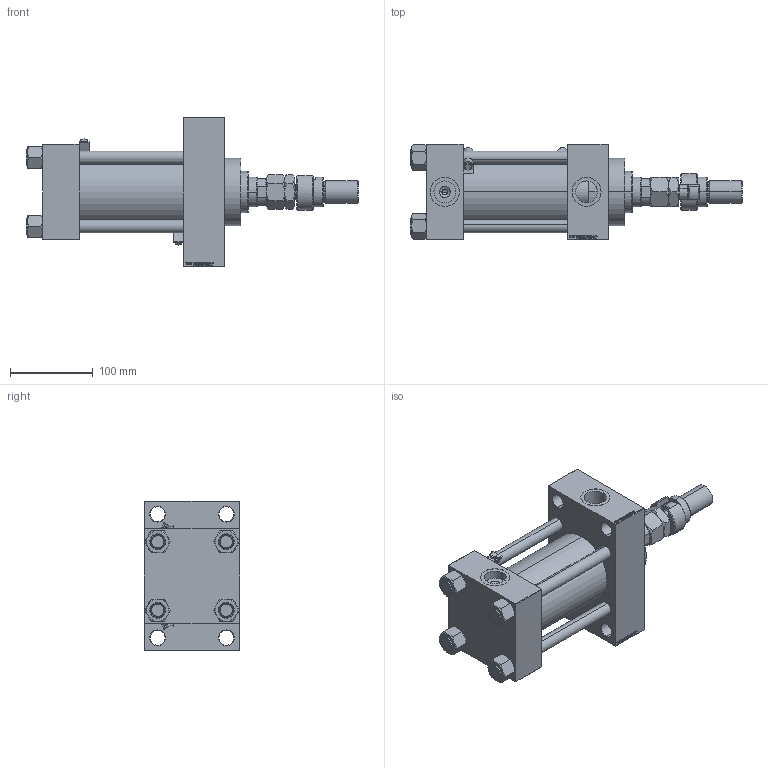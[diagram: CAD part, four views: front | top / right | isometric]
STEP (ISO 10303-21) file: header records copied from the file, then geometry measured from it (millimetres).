
FILE_DESCRIPTION (( 'STEP AP203' ), '1' );
FILE_NAME ('b91c.STEP', '2023-08-23T13:03:57', ( '' ), ( '' ), 'SwSTEP 2.0', 'SolidWorks 2019', '' );
FILE_SCHEMA (( 'CONFIG_CONTROL_DESIGN' ));
Length unit declared in the file: millimetre
Products named in the file (10): V215CR_VCP_D 97edd46a3112fa2c1464826760410ab4; NUT_M5_D 97edd46a3112fa2c1464826760410ab4; V215_VC_A 97edd46a3112fa2c1464826760410ab4; FEMALE_PART_FOR_DFA 97edd46a3112fa2c1464826760410ab4; V215CR_D_TYCINKA 97edd46a3112fa2c1464826760410ab4; MFA 97edd46a3112fa2c1464826760410ab4; V215CR_D_Body 97edd46a3112fa2c1464826760410ab4; b91c; DFA 97edd46a3112fa2c1464826760410ab4; MSRF_MSRG1 97edd46a3112fa2c1464826760410ab4
Assembly tree (16 placements, depth 3):
  b91c
    V215CR_D_Body 97edd46a3112fa2c1464826760410ab4
    V215CR_VCP_D 97edd46a3112fa2c1464826760410ab4
    NUT_M5_D 97edd46a3112fa2c1464826760410ab4  x4
    V215CR_D_TYCINKA 97edd46a3112fa2c1464826760410ab4  x4
    V215_VC_A 97edd46a3112fa2c1464826760410ab4
    DFA 97edd46a3112fa2c1464826760410ab4
      FEMALE_PART_FOR_DFA 97edd46a3112fa2c1464826760410ab4
      MFA 97edd46a3112fa2c1464826760410ab4
    MSRF_MSRG1 97edd46a3112fa2c1464826760410ab4  x2
Bounding box: 400.5 x 115 x 180 mm (x, y, z)
Volume: 2242081.9 mm3; surface area: 372562.2 mm2
Topology: 15 solids, 15 shells, 1300 faces, 3235 edges, 2085 vertices
Faces by surface type: plane 609, bspline 368, cone 182, cylinder 129, torus 12
Entity records: 51616 total; most frequent: CARTESIAN_POINT 26172, ORIENTED_EDGE 5584, DIRECTION 3792, EDGE_CURVE 2792, VERTEX_POINT 1815, VECTOR 1634, LINE 1634, EDGE_LOOP 1249
